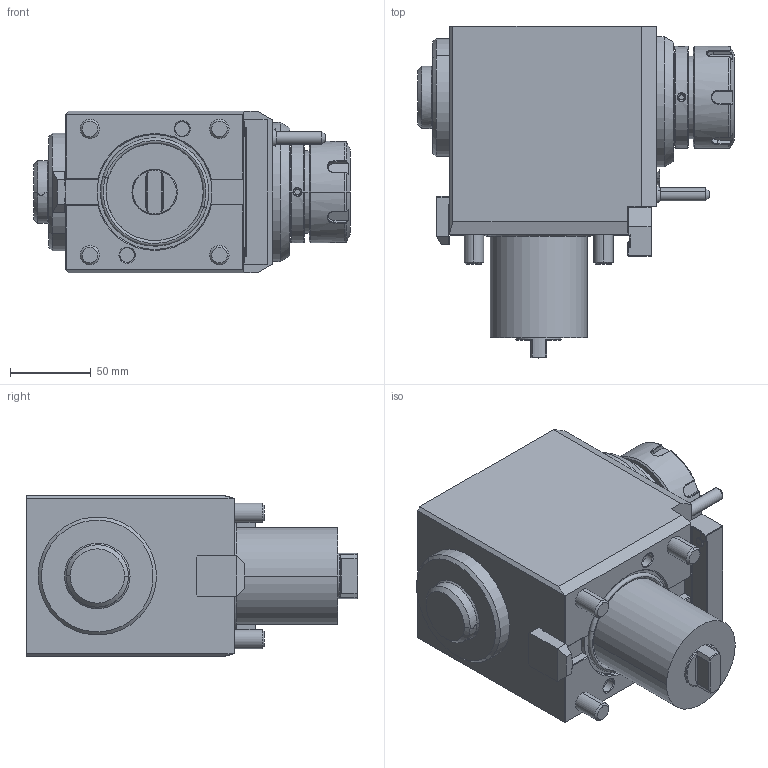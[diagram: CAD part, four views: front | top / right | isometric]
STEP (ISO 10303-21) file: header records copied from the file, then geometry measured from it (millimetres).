
FILE_DESCRIPTION((''),'2;1');
FILE_NAME('NGT2_60_201_40_3_3_85_JB','2022-03-02T',('vali'),('NOVA GRUP'),'PRO/ENGINEER BY PARAMETRIC TECHNOLOGY CORPORATION, 2010280','PRO/ENGINEER BY PARAMETRIC TECHNOLOGY CORPORATION, 2010280','');
FILE_SCHEMA(('CONFIG_CONTROL_DESIGN'));
Length unit declared in the file: millimetre
Products named in the file (1): NGT2_60_201_40_3_3_85_JB
Bounding box: 195.8 x 205 x 100 mm (x, y, z)
Volume: 2054099.1 mm3; surface area: 128659 mm2
Topology: 2 solids, 2 shells, 393 faces, 947 edges, 571 vertices
Faces by surface type: plane 193, cylinder 91, cone 57, bspline 38, torus 12, sphere 2
Entity records: 15293 total; most frequent: CARTESIAN_POINT 6568, ORIENTED_EDGE 1870, DIRECTION 1643, EDGE_CURVE 935, VERTEX_POINT 571, AXIS2_PLACEMENT_3D 550, VECTOR 543, LINE 543
